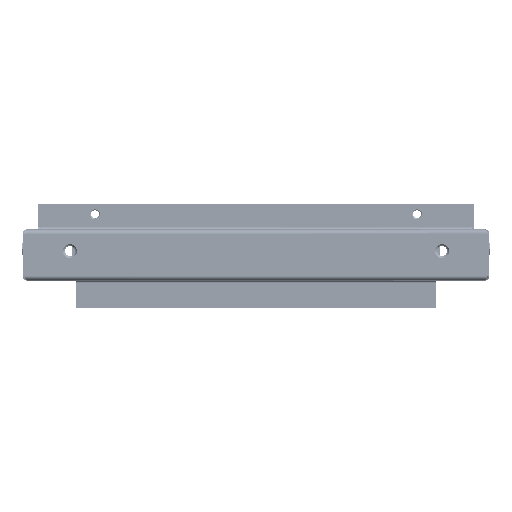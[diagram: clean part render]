
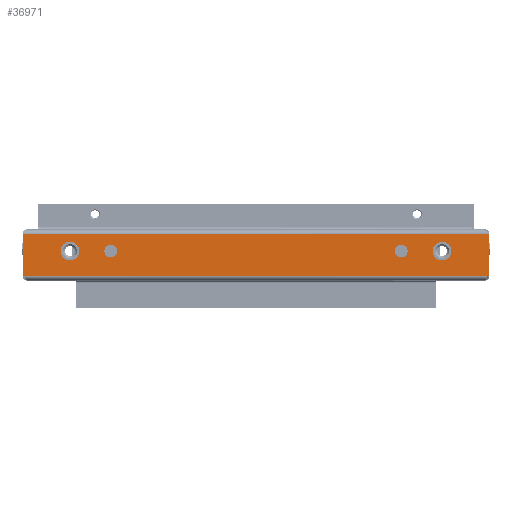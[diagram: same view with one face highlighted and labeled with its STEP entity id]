
A CAD part, front view. The second image highlights one B-rep face of the part: STEP entity #36971.
In plain terms, the highlighted face is planar.
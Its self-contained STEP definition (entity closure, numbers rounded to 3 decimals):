
#210 = ORIENTED_EDGE ( 'NONE', *, *, #54920, .T. ) ;
#740 = CIRCLE ( 'NONE', #51304, 5.5 ) ;
#825 = VERTEX_POINT ( 'NONE', #55357 ) ;
#876 = CARTESIAN_POINT ( 'NONE',  ( 200., 18., 0. ) ) ;
#960 = ORIENTED_EDGE ( 'NONE', *, *, #42168, .T. ) ;
#1229 = DIRECTION ( 'NONE',  ( 0., 0., 1. ) ) ;
#1661 = DIRECTION ( 'NONE',  ( -1., 0., 0. ) ) ;
#1669 = VERTEX_POINT ( 'NONE', #38755 ) ;
#2313 = VERTEX_POINT ( 'NONE', #33980 ) ;
#3436 = DIRECTION ( 'NONE',  ( 1., 0., 0. ) ) ;
#4150 = DIRECTION ( 'NONE',  ( -1., 0., 0. ) ) ;
#4387 = LINE ( 'NONE', #53173, #7776 ) ;
#4471 = CIRCLE ( 'NONE', #53992, 5.5 ) ;
#4896 = AXIS2_PLACEMENT_3D ( 'NONE', #63506, #58015, #13474 ) ;
#5058 = CARTESIAN_POINT ( 'NONE',  ( -197.935, -18., 0. ) ) ;
#5139 = DIRECTION ( 'NONE',  ( 1., 0., 0. ) ) ;
#5247 = CIRCLE ( 'NONE', #27945, 8. ) ;
#5374 = ORIENTED_EDGE ( 'NONE', *, *, #52516, .F. ) ;
#7155 = FACE_BOUND ( 'NONE', #38485, .T. ) ;
#7776 = VECTOR ( 'NONE', #43784, 1000. ) ;
#7962 = CARTESIAN_POINT ( 'NONE',  ( 119., -3.319, 0. ) ) ;
#8560 = ORIENTED_EDGE ( 'NONE', *, *, #39129, .T. ) ;
#9749 = EDGE_LOOP ( 'NONE', ( #31672, #20651 ) ) ;
#10150 = ORIENTED_EDGE ( 'NONE', *, *, #22069, .T. ) ;
#10588 = CARTESIAN_POINT ( 'NONE',  ( 159.5, -3.319, 0. ) ) ;
#10770 = CIRCLE ( 'NONE', #58186, 5.5 ) ;
#10896 = ORIENTED_EDGE ( 'NONE', *, *, #51717, .T. ) ;
#11196 = EDGE_CURVE ( 'NONE', #22009, #2313, #4471, .T. ) ;
#11538 = CARTESIAN_POINT ( 'NONE',  ( -198., 18., 0. ) ) ;
#11819 = CARTESIAN_POINT ( 'NONE',  ( -124.5, -3.319, 0. ) ) ;
#12411 = VERTEX_POINT ( 'NONE', #58988 ) ;
#13074 = CARTESIAN_POINT ( 'NONE',  ( 124.5, -3.319, 0. ) ) ;
#13393 = DIRECTION ( 'NONE',  ( 0., 0., -1. ) ) ;
#13474 = DIRECTION ( 'NONE',  ( -1., 0., 0. ) ) ;
#13710 = VERTEX_POINT ( 'NONE', #43846 ) ;
#14230 = LINE ( 'NONE', #40903, #63450 ) ;
#14402 = VECTOR ( 'NONE', #4150, 1000. ) ;
#14893 = VERTEX_POINT ( 'NONE', #49350 ) ;
#15270 = EDGE_CURVE ( 'NONE', #825, #13710, #4387, .T. ) ;
#15274 = EDGE_LOOP ( 'NONE', ( #39389, #8560, #59142, #960, #10150, #27258, #30758, #29665 ) ) ;
#15371 = VERTEX_POINT ( 'NONE', #23742 ) ;
#15650 = VERTEX_POINT ( 'NONE', #19832 ) ;
#15801 = DIRECTION ( 'NONE',  ( 0., 1., 0. ) ) ;
#16041 = DIRECTION ( 'NONE',  ( -1., 0., 0. ) ) ;
#16320 = DIRECTION ( 'NONE',  ( 1., 0., 0. ) ) ;
#16389 = DIRECTION ( 'NONE',  ( 1., 0., 0. ) ) ;
#16667 = CARTESIAN_POINT ( 'NONE',  ( -130., -3.319, 0. ) ) ;
#16693 = EDGE_CURVE ( 'NONE', #2313, #22009, #10770, .T. ) ;
#17339 = DIRECTION ( 'NONE',  ( -1., 0., 0. ) ) ;
#18087 = CIRCLE ( 'NONE', #54199, 8. ) ;
#18112 = ORIENTED_EDGE ( 'NONE', *, *, #52587, .F. ) ;
#18194 = VECTOR ( 'NONE', #16041, 1000. ) ;
#18358 = VERTEX_POINT ( 'NONE', #37024 ) ;
#19692 = AXIS2_PLACEMENT_3D ( 'NONE', #55173, #1229, #16389 ) ;
#19832 = CARTESIAN_POINT ( 'NONE',  ( -200., 18., 0. ) ) ;
#20651 = ORIENTED_EDGE ( 'NONE', *, *, #11196, .F. ) ;
#20977 = VERTEX_POINT ( 'NONE', #7962 ) ;
#21496 = EDGE_LOOP ( 'NONE', ( #10896, #47671 ) ) ;
#22009 = VERTEX_POINT ( 'NONE', #16667 ) ;
#22069 = EDGE_CURVE ( 'NONE', #23687, #39317, #41216, .T. ) ;
#23687 = VERTEX_POINT ( 'NONE', #52603 ) ;
#23697 = EDGE_CURVE ( 'NONE', #39317, #39220, #58064, .T. ) ;
#23742 = CARTESIAN_POINT ( 'NONE',  ( -151.5, -3.319, 0. ) ) ;
#24134 = DIRECTION ( 'NONE',  ( -1., 0., 0. ) ) ;
#25727 = CARTESIAN_POINT ( 'NONE',  ( -200., -18., 0. ) ) ;
#26605 = LINE ( 'NONE', #46318, #60657 ) ;
#26839 = VERTEX_POINT ( 'NONE', #5058 ) ;
#27258 = ORIENTED_EDGE ( 'NONE', *, *, #23697, .T. ) ;
#27945 = AXIS2_PLACEMENT_3D ( 'NONE', #44216, #59043, #5139 ) ;
#28545 = EDGE_CURVE ( 'NONE', #20977, #14893, #740, .T. ) ;
#28685 = EDGE_CURVE ( 'NONE', #30625, #1669, #50241, .T. ) ;
#29634 = DIRECTION ( 'NONE',  ( 0., 0., -1. ) ) ;
#29665 = ORIENTED_EDGE ( 'NONE', *, *, #40646, .T. ) ;
#30507 = DIRECTION ( 'NONE',  ( -1., 0., 0. ) ) ;
#30625 = VERTEX_POINT ( 'NONE', #54781 ) ;
#30758 = ORIENTED_EDGE ( 'NONE', *, *, #49664, .T. ) ;
#30804 = EDGE_LOOP ( 'NONE', ( #60455, #210 ) ) ;
#31672 = ORIENTED_EDGE ( 'NONE', *, *, #16693, .F. ) ;
#32482 = DIRECTION ( 'NONE',  ( 1., 0., 0. ) ) ;
#33125 = CARTESIAN_POINT ( 'NONE',  ( 198., 18., 0. ) ) ;
#33202 = CARTESIAN_POINT ( 'NONE',  ( 200., 18., 0. ) ) ;
#33980 = CARTESIAN_POINT ( 'NONE',  ( -119., -3.319, 0. ) ) ;
#34217 = DIRECTION ( 'NONE',  ( 0., -1., 0. ) ) ;
#34585 = VECTOR ( 'NONE', #3436, 1000. ) ;
#35880 = CARTESIAN_POINT ( 'NONE',  ( 0., 0., 0. ) ) ;
#36043 = DIRECTION ( 'NONE',  ( 1., 0., 0. ) ) ;
#36195 = FACE_BOUND ( 'NONE', #30804, .T. ) ;
#36971 = ADVANCED_FACE ( 'NONE', ( #36195, #56219, #7155, #40732, #45906 ), #60440, .F. ) ;
#37024 = CARTESIAN_POINT ( 'NONE',  ( -200., -18., 0. ) ) ;
#37981 = LINE ( 'NONE', #52202, #34585 ) ;
#38485 = EDGE_LOOP ( 'NONE', ( #5374, #18112 ) ) ;
#38755 = CARTESIAN_POINT ( 'NONE',  ( 151.5, -3.319, 0. ) ) ;
#39129 = EDGE_CURVE ( 'NONE', #26839, #825, #56398, .T. ) ;
#39202 = CIRCLE ( 'NONE', #50549, 5.5 ) ;
#39220 = VERTEX_POINT ( 'NONE', #11538 ) ;
#39298 = EDGE_CURVE ( 'NONE', #18358, #26839, #37981, .T. ) ;
#39317 = VERTEX_POINT ( 'NONE', #33125 ) ;
#39389 = ORIENTED_EDGE ( 'NONE', *, *, #39298, .T. ) ;
#40646 = EDGE_CURVE ( 'NONE', #15650, #18358, #14230, .T. ) ;
#40732 = FACE_BOUND ( 'NONE', #9749, .T. ) ;
#40903 = CARTESIAN_POINT ( 'NONE',  ( -200., -22., 0. ) ) ;
#41216 = LINE ( 'NONE', #876, #18194 ) ;
#41327 = CIRCLE ( 'NONE', #19692, 8. ) ;
#41563 = CARTESIAN_POINT ( 'NONE',  ( 124.5, -3.319, 0. ) ) ;
#41900 = DIRECTION ( 'NONE',  ( 0., 0., -1. ) ) ;
#42168 = EDGE_CURVE ( 'NONE', #13710, #23687, #45529, .T. ) ;
#43784 = DIRECTION ( 'NONE',  ( 1., 0., 0. ) ) ;
#43846 = CARTESIAN_POINT ( 'NONE',  ( 200., -18., 0. ) ) ;
#44216 = CARTESIAN_POINT ( 'NONE',  ( -159.5, -3.319, 0. ) ) ;
#44673 = VECTOR ( 'NONE', #15801, 1000. ) ;
#45529 = LINE ( 'NONE', #55850, #44673 ) ;
#45906 = FACE_OUTER_BOUND ( 'NONE', #15274, .T. ) ;
#46318 = CARTESIAN_POINT ( 'NONE',  ( 200., 18., 0. ) ) ;
#46851 = DIRECTION ( 'NONE',  ( 0., 0., -1. ) ) ;
#47671 = ORIENTED_EDGE ( 'NONE', *, *, #28545, .T. ) ;
#47803 = AXIS2_PLACEMENT_3D ( 'NONE', #35880, #46851, #1661 ) ;
#49350 = CARTESIAN_POINT ( 'NONE',  ( 130., -3.319, 0. ) ) ;
#49664 = EDGE_CURVE ( 'NONE', #39220, #15650, #26605, .T. ) ;
#50241 = CIRCLE ( 'NONE', #4896, 8. ) ;
#50549 = AXIS2_PLACEMENT_3D ( 'NONE', #13074, #13393, #52472 ) ;
#51053 = VECTOR ( 'NONE', #36043, 1000. ) ;
#51212 = DIRECTION ( 'NONE',  ( 0., 0., 1. ) ) ;
#51304 = AXIS2_PLACEMENT_3D ( 'NONE', #41563, #41900, #17339 ) ;
#51717 = EDGE_CURVE ( 'NONE', #14893, #20977, #39202, .T. ) ;
#52202 = CARTESIAN_POINT ( 'NONE',  ( -200., -18., 0. ) ) ;
#52472 = DIRECTION ( 'NONE',  ( -1., 0., 0. ) ) ;
#52516 = EDGE_CURVE ( 'NONE', #15371, #12411, #5247, .T. ) ;
#52587 = EDGE_CURVE ( 'NONE', #12411, #15371, #41327, .T. ) ;
#52603 = CARTESIAN_POINT ( 'NONE',  ( 200., 18., 0. ) ) ;
#53173 = CARTESIAN_POINT ( 'NONE',  ( -200., -18., 0. ) ) ;
#53992 = AXIS2_PLACEMENT_3D ( 'NONE', #11819, #51212, #16320 ) ;
#54199 = AXIS2_PLACEMENT_3D ( 'NONE', #10588, #29634, #24134 ) ;
#54781 = CARTESIAN_POINT ( 'NONE',  ( 167.5, -3.319, 0. ) ) ;
#54920 = EDGE_CURVE ( 'NONE', #1669, #30625, #18087, .T. ) ;
#55173 = CARTESIAN_POINT ( 'NONE',  ( -159.5, -3.319, 0. ) ) ;
#55357 = CARTESIAN_POINT ( 'NONE',  ( 197.935, -18., 0. ) ) ;
#55850 = CARTESIAN_POINT ( 'NONE',  ( 200., -22., 0. ) ) ;
#56219 = FACE_BOUND ( 'NONE', #21496, .T. ) ;
#56398 = LINE ( 'NONE', #25727, #51053 ) ;
#57677 = DIRECTION ( 'NONE',  ( 0., 0., 1. ) ) ;
#58015 = DIRECTION ( 'NONE',  ( 0., 0., -1. ) ) ;
#58064 = LINE ( 'NONE', #33202, #14402 ) ;
#58186 = AXIS2_PLACEMENT_3D ( 'NONE', #58632, #57677, #32482 ) ;
#58632 = CARTESIAN_POINT ( 'NONE',  ( -124.5, -3.319, 0. ) ) ;
#58988 = CARTESIAN_POINT ( 'NONE',  ( -167.5, -3.319, 0. ) ) ;
#59043 = DIRECTION ( 'NONE',  ( 0., 0., 1. ) ) ;
#59142 = ORIENTED_EDGE ( 'NONE', *, *, #15270, .T. ) ;
#60440 = PLANE ( 'NONE',  #47803 ) ;
#60455 = ORIENTED_EDGE ( 'NONE', *, *, #28685, .T. ) ;
#60657 = VECTOR ( 'NONE', #30507, 1000. ) ;
#63450 = VECTOR ( 'NONE', #34217, 1000. ) ;
#63506 = CARTESIAN_POINT ( 'NONE',  ( 159.5, -3.319, 0. ) ) ;
